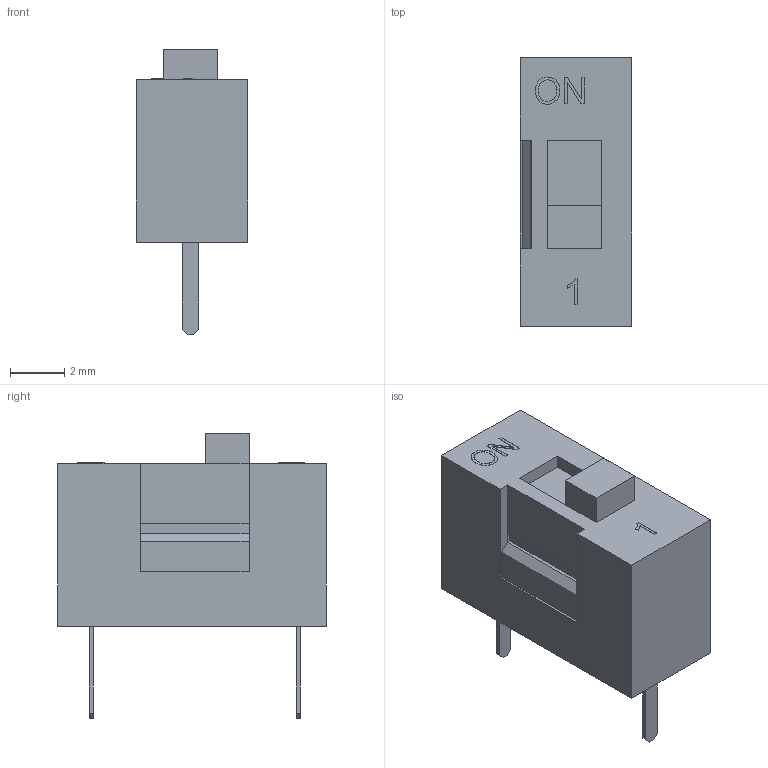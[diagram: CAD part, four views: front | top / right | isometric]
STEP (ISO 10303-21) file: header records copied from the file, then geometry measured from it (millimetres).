
FILE_DESCRIPTION(('FreeCAD Model'),'2;1');
FILE_NAME('DS_01.stp', '2015-04-18T14:38:11',('FreeCAD'),('FreeCAD'), 'Open CASCADE STEP processor 6.7','FreeCAD','Unknown');
FILE_SCHEMA(('AUTOMOTIVE_DESIGN_CC2 { 1 2 10303 214 -1 1 5 4 }'));
Length unit declared in the file: millimetre
Products named in the file (4): Array; Fusion; Array001; Pocket003
Bounding box: 4.1 x 9.9 x 10.5 mm (x, y, z)
Volume: 236.9 mm3; surface area: 290.5 mm2
Topology: 7 solids, 7 shells, 94 faces, 232 edges, 154 vertices
Faces by surface type: plane 70, extrusion 24
Entity records: 6065 total; most frequent: CARTESIAN_POINT 1187, DIRECTION 764, VECTOR 622, LINE 598, ORIENTED_EDGE 464, PCURVE 464, DEFINITIONAL_REPRESENTATION 464, EDGE_CURVE 232
